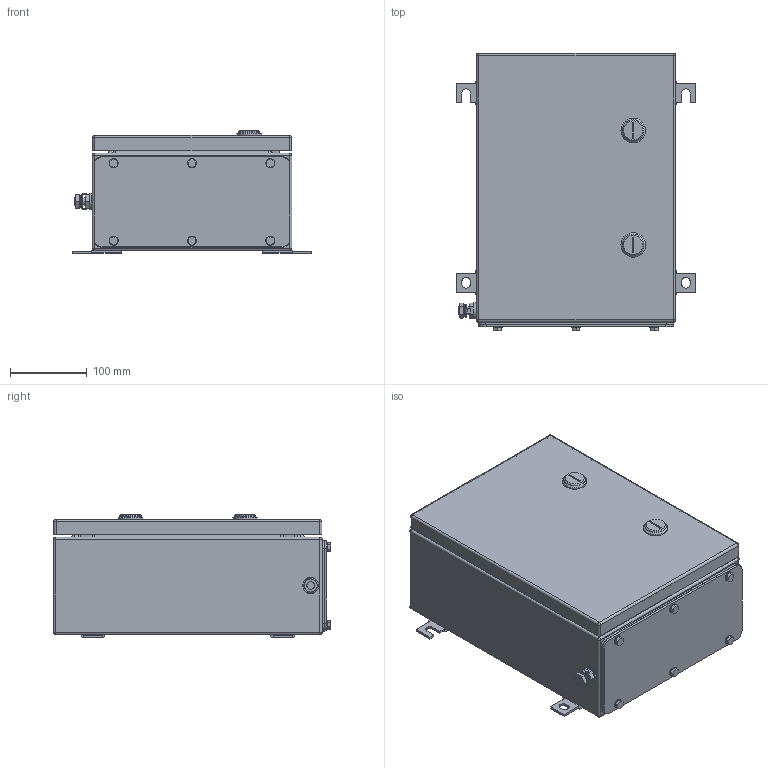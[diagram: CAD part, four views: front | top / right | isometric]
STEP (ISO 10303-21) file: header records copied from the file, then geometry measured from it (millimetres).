
FILE_DESCRIPTION(('CATIA V5 STEP Exchange','CAx-IF Rec.Pracs.--- Model Styling and Organization---1.4--- 2014-01-23'),'2;1');
FILE_NAME ('008785-7_5_1200120000_1200120000.stp','2022-09-28T12:29:57+00:00',('none'),('Weidmueller'),'CATIA Version 5-6 Release 2016 SP3 HF44','CATIA V5 STEP AP214','none');
FILE_SCHEMA(('AUTOMOTIVE_DESIGN { 1 0 10303 214 1 1 1 1 }'));
Length unit declared in the file: millimetre
Products named in the file (1): 1200120000
Bounding box: 311 x 361 x 159.8 mm (x, y, z)
Volume: 809054 mm3; surface area: 938680.7 mm2
Topology: 59 solids, 61 shells, 1231 faces, 2860 edges, 1782 vertices
Faces by surface type: plane 579, cylinder 474, cone 124, sphere 24, torus 22, bspline 8
Entity records: 33443 total; most frequent: CARTESIAN_POINT 6975, ORIENTED_EDGE 5624, DIRECTION 4507, EDGE_CURVE 2812, AXIS2_PLACEMENT_3D 1929, VERTEX_POINT 1782, VECTOR 1628, LINE 1628
